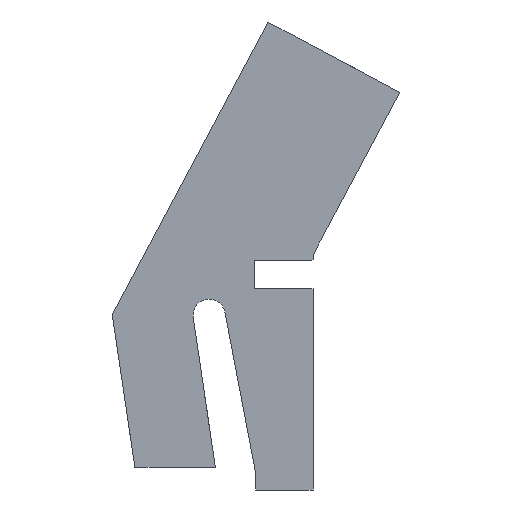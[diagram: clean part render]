
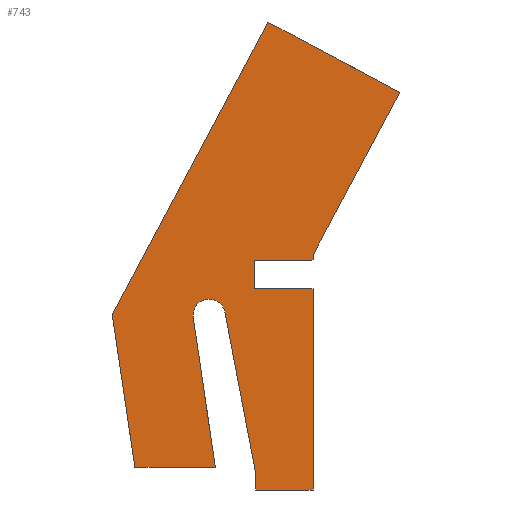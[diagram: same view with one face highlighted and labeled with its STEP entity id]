
A CAD part, front view. The second image highlights one B-rep face of the part: STEP entity #743.
In plain terms, the highlighted planar face has unit normal (0, -1, 0).
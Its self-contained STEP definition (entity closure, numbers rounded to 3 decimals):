
#25=CIRCLE('',#798,1.4);
#36=FACE_OUTER_BOUND('',#76,.T.);
#76=EDGE_LOOP('',(#511,#512,#513,#514,#515,#516,#517,#518,#519,#520,#521,
#522,#523,#524,#525,#526,#527));
#118=LINE('',#1035,#217);
#122=LINE('',#1044,#221);
#126=LINE('',#1052,#225);
#129=LINE('',#1057,#228);
#131=LINE('',#1061,#230);
#134=LINE('',#1067,#233);
#135=LINE('',#1069,#234);
#136=LINE('',#1071,#235);
#137=LINE('',#1073,#236);
#138=LINE('',#1075,#237);
#139=LINE('',#1077,#238);
#140=LINE('',#1079,#239);
#141=LINE('',#1083,#240);
#142=LINE('',#1085,#241);
#143=LINE('',#1087,#242);
#144=LINE('',#1088,#243);
#217=VECTOR('',#842,10.);
#221=VECTOR('',#848,10.);
#225=VECTOR('',#854,10.);
#228=VECTOR('',#859,10.);
#230=VECTOR('',#863,10.);
#233=VECTOR('',#868,10.);
#234=VECTOR('',#869,10.);
#235=VECTOR('',#870,10.);
#236=VECTOR('',#871,10.);
#237=VECTOR('',#872,10.);
#238=VECTOR('',#873,10.);
#239=VECTOR('',#874,10.);
#240=VECTOR('',#877,10.);
#241=VECTOR('',#878,10.);
#242=VECTOR('',#879,10.);
#243=VECTOR('',#880,10.);
#316=VERTEX_POINT('',#1033);
#317=VERTEX_POINT('',#1034);
#320=VERTEX_POINT('',#1042);
#321=VERTEX_POINT('',#1043);
#324=VERTEX_POINT('',#1051);
#326=VERTEX_POINT('',#1060);
#328=VERTEX_POINT('',#1066);
#329=VERTEX_POINT('',#1068);
#330=VERTEX_POINT('',#1070);
#331=VERTEX_POINT('',#1072);
#332=VERTEX_POINT('',#1074);
#333=VERTEX_POINT('',#1076);
#334=VERTEX_POINT('',#1078);
#335=VERTEX_POINT('',#1080);
#336=VERTEX_POINT('',#1082);
#337=VERTEX_POINT('',#1084);
#338=VERTEX_POINT('',#1086);
#386=EDGE_CURVE('',#316,#317,#118,.T.);
#390=EDGE_CURVE('',#320,#321,#122,.T.);
#394=EDGE_CURVE('',#321,#324,#126,.T.);
#397=EDGE_CURVE('',#324,#316,#129,.T.);
#399=EDGE_CURVE('',#326,#320,#131,.T.);
#402=EDGE_CURVE('',#317,#328,#134,.T.);
#403=EDGE_CURVE('',#328,#329,#135,.T.);
#404=EDGE_CURVE('',#329,#330,#136,.T.);
#405=EDGE_CURVE('',#330,#331,#137,.T.);
#406=EDGE_CURVE('',#331,#332,#138,.T.);
#407=EDGE_CURVE('',#332,#333,#139,.T.);
#408=EDGE_CURVE('',#333,#334,#140,.T.);
#409=EDGE_CURVE('',#334,#335,#25,.T.);
#410=EDGE_CURVE('',#335,#336,#141,.T.);
#411=EDGE_CURVE('',#336,#337,#142,.T.);
#412=EDGE_CURVE('',#337,#338,#143,.T.);
#413=EDGE_CURVE('',#338,#326,#144,.T.);
#511=ORIENTED_EDGE('',*,*,#399,.T.);
#512=ORIENTED_EDGE('',*,*,#390,.T.);
#513=ORIENTED_EDGE('',*,*,#394,.T.);
#514=ORIENTED_EDGE('',*,*,#397,.T.);
#515=ORIENTED_EDGE('',*,*,#386,.T.);
#516=ORIENTED_EDGE('',*,*,#402,.T.);
#517=ORIENTED_EDGE('',*,*,#403,.T.);
#518=ORIENTED_EDGE('',*,*,#404,.T.);
#519=ORIENTED_EDGE('',*,*,#405,.T.);
#520=ORIENTED_EDGE('',*,*,#406,.T.);
#521=ORIENTED_EDGE('',*,*,#407,.T.);
#522=ORIENTED_EDGE('',*,*,#408,.T.);
#523=ORIENTED_EDGE('',*,*,#409,.T.);
#524=ORIENTED_EDGE('',*,*,#410,.T.);
#525=ORIENTED_EDGE('',*,*,#411,.T.);
#526=ORIENTED_EDGE('',*,*,#412,.T.);
#527=ORIENTED_EDGE('',*,*,#413,.T.);
#706=PLANE('',#797);
#743=ADVANCED_FACE('',(#36),#706,.F.);
#797=AXIS2_PLACEMENT_3D('',#1065,#866,#867);
#798=AXIS2_PLACEMENT_3D('',#1081,#875,#876);
#842=DIRECTION('',(0.94,0.,0.342));
#848=DIRECTION('',(-1.,0.,0.));
#854=DIRECTION('',(0.,0.,1.));
#859=DIRECTION('',(1.,0.,0.));
#863=DIRECTION('',(-0.985,0.,-0.174));
#866=DIRECTION('center_axis',(0.,1.,0.));
#867=DIRECTION('ref_axis',(1.,0.,0.));
#868=DIRECTION('',(0.,0.,1.));
#869=DIRECTION('',(0.47,0.,0.882));
#870=DIRECTION('',(-0.882,0.,0.47));
#871=DIRECTION('',(-0.47,0.,-0.882));
#872=DIRECTION('',(0.146,0.,-0.989));
#873=DIRECTION('',(1.,0.,0.));
#874=DIRECTION('',(-0.146,0.,0.989));
#875=DIRECTION('center_axis',(0.,1.,0.));
#876=DIRECTION('ref_axis',(-0.989,0.,-0.146));
#877=DIRECTION('',(0.187,0.,-0.982));
#878=DIRECTION('',(0.,0.,-1.));
#879=DIRECTION('',(1.,0.,0.));
#880=DIRECTION('',(0.,0.,1.));
#1033=CARTESIAN_POINT('',(5.,-58.,20.));
#1034=CARTESIAN_POINT('',(5.1,-58.,20.036));
#1035=CARTESIAN_POINT('',(62.111,-58.,40.787));
#1042=CARTESIAN_POINT('',(5.,-58.,17.5));
#1043=CARTESIAN_POINT('',(0.,-58.,17.5));
#1044=CARTESIAN_POINT('',(71.,-58.,17.5));
#1051=CARTESIAN_POINT('',(0.,-58.,20.));
#1052=CARTESIAN_POINT('',(0.,-58.,19.427));
#1057=CARTESIAN_POINT('',(71.,-58.,20.));
#1060=CARTESIAN_POINT('',(5.1,-58.,17.518));
#1061=CARTESIAN_POINT('',(61.852,-58.,27.524));
#1065=CARTESIAN_POINT('Origin',(122.,-58.,18.853));
#1066=CARTESIAN_POINT('',(5.1,-58.,20.436));
#1067=CARTESIAN_POINT('',(5.1,-58.,0.));
#1068=CARTESIAN_POINT('',(12.646,-58.,34.59));
#1069=CARTESIAN_POINT('',(12.646,-58.,34.59));
#1070=CARTESIAN_POINT('',(1.175,-58.,40.706));
#1071=CARTESIAN_POINT('',(1.175,-58.,40.706));
#1072=CARTESIAN_POINT('',(-12.368,-58.,15.305));
#1073=CARTESIAN_POINT('',(1.175,-58.,40.706));
#1074=CARTESIAN_POINT('',(-10.392,-58.,1.966));
#1075=CARTESIAN_POINT('',(-10.392,-58.,1.966));
#1076=CARTESIAN_POINT('',(-3.392,-58.,1.966));
#1077=CARTESIAN_POINT('',(-3.392,-58.,1.966));
#1078=CARTESIAN_POINT('',(-5.322,-58.,14.995));
#1079=CARTESIAN_POINT('',(-3.099,-58.,-0.015));
#1080=CARTESIAN_POINT('',(-2.562,-58.,15.462));
#1081=CARTESIAN_POINT('Origin',(-3.937,-58.,15.2));
#1082=CARTESIAN_POINT('',(0.1,-58.,1.509));
#1083=CARTESIAN_POINT('',(-2.562,-58.,15.462));
#1084=CARTESIAN_POINT('',(0.1,-58.,0.));
#1085=CARTESIAN_POINT('',(0.1,-58.,1.509));
#1086=CARTESIAN_POINT('',(5.1,-58.,0.));
#1087=CARTESIAN_POINT('',(0.1,-58.,0.));
#1088=CARTESIAN_POINT('',(5.1,-58.,0.));
